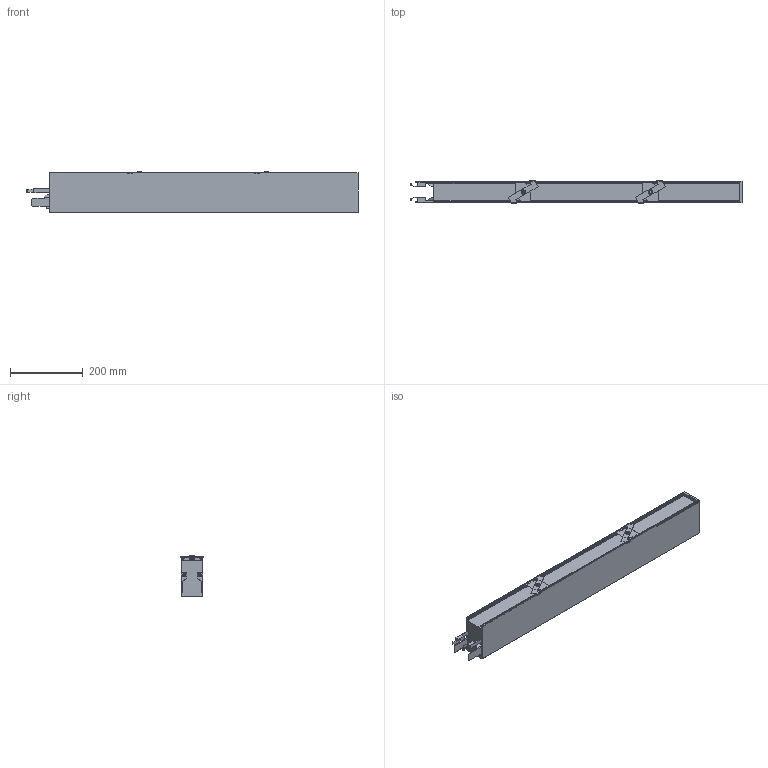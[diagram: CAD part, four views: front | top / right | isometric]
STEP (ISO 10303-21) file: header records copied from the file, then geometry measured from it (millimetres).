
FILE_DESCRIPTION(/* description */ (''),/* implementation_level */ '2;1');
FILE_NAME(/* name */ '10000134492n3p000_00.stp',/* time_stamp */ '2022-02-02T08:41:42+01:00',/* author */ (''),/* organization */ (''),/* preprocessor_version */ 'ST-DEVELOPER v15',/* originating_system */ 'SIEMENS PLM Software NX 9.0',/* authorisation */ '');
FILE_SCHEMA (('AUTOMOTIVE_DESIGN { 1 0 10303 214 3 1 1 1 }'));
Length unit declared in the file: millimetre
Products named in the file (1): 10000134492n3p000_00
Bounding box: 913.54 x 62.47 x 113 mm (x, y, z)
Volume: 5171049 mm3; surface area: 368723.1 mm2
Topology: 1 solids, 3 shells, 326 faces, 894 edges, 578 vertices
Faces by surface type: plane 218, cylinder 102, cone 6
Entity records: 10434 total; most frequent: CARTESIAN_POINT 2019, ORIENTED_EDGE 1788, DIRECTION 1702, EDGE_CURVE 894, LINE 656, VECTOR 656, VERTEX_POINT 578, AXIS2_PLACEMENT_3D 523
